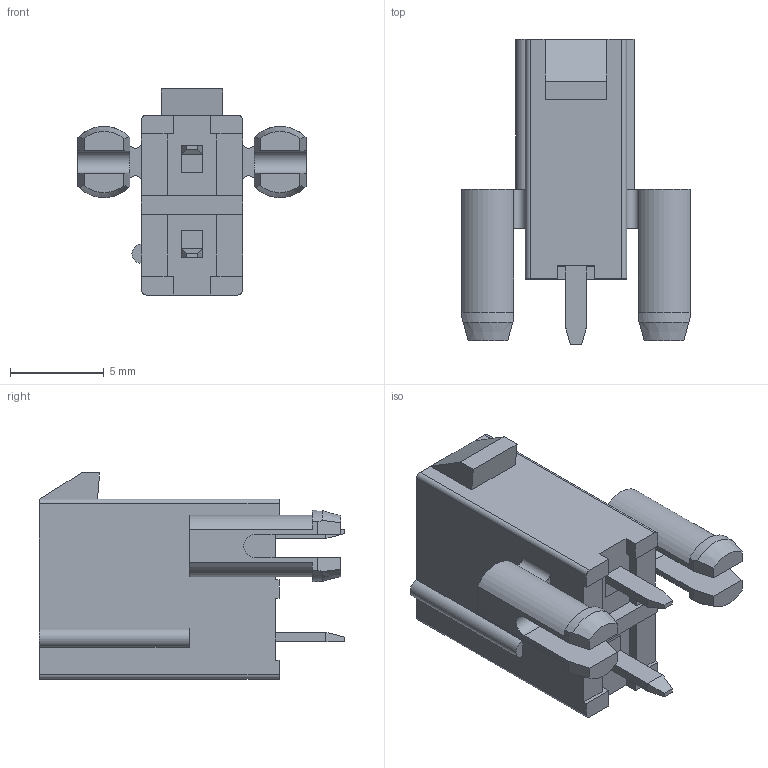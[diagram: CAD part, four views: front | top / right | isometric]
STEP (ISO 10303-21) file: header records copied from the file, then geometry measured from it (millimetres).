
FILE_DESCRIPTION (( 'STEP AP214' ), '1' );
FILE_NAME ('39-29-9029.STEP', '2024-03-27T00:42:01', ( '' ), ( '' ), 'SwSTEP 2.0', 'SolidWorks 2021', '' );
FILE_SCHEMA (( 'AUTOMOTIVE_DESIGN' ));
Length unit declared in the file: millimetre
Products named in the file (1): 39-29-9029
Bounding box: 12.18 x 16.3 x 11 mm (x, y, z)
Volume: 552 mm3; surface area: 1116.7 mm2
Topology: 5 solids, 5 shells, 148 faces, 387 edges, 252 vertices
Faces by surface type: plane 125, cylinder 19, cone 4
Entity records: 5985 total; most frequent: CARTESIAN_POINT 836, ORIENTED_EDGE 774, DIRECTION 711, EDGE_CURVE 387, VECTOR 329, LINE 329, VERTEX_POINT 252, AXIS2_PLACEMENT_3D 191
